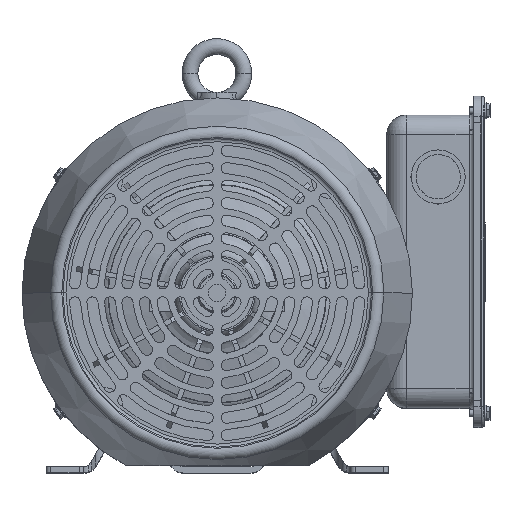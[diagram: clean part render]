
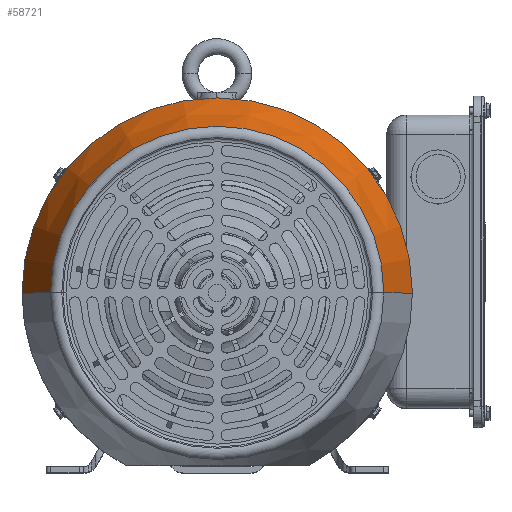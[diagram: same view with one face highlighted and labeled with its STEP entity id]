
A CAD part, top view. The second image highlights one B-rep face of the part: STEP entity #58721.
In plain terms, the highlighted conical face has half-angle 20 degrees and reference radius 123.2 mm.
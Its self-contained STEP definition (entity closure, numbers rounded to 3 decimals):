
#6025 = CARTESIAN_POINT ( 'NONE',  ( -123.2, 0., 57.212 ) ) ;
#9953 = LINE ( 'NONE', #6025, #12532 ) ;
#10565 = VECTOR ( 'NONE', #73050, 1000. ) ;
#11644 = AXIS2_PLACEMENT_3D ( 'NONE', #35370, #93518, #43794 ) ;
#12532 = VECTOR ( 'NONE', #55752, 1000. ) ;
#15370 = DIRECTION ( 'NONE',  ( 0., 0., -1. ) ) ;
#15937 = VERTEX_POINT ( 'NONE', #90595 ) ;
#16312 = AXIS2_PLACEMENT_3D ( 'NONE', #83073, #33386, #74723 ) ;
#17796 = VERTEX_POINT ( 'NONE', #68368 ) ;
#23274 = CARTESIAN_POINT ( 'NONE',  ( 123.2, 0., 57.212 ) ) ;
#30519 = ORIENTED_EDGE ( 'NONE', *, *, #58075, .T. ) ;
#33386 = DIRECTION ( 'NONE',  ( 0., 0., -1. ) ) ;
#35370 = CARTESIAN_POINT ( 'NONE',  ( 0., 0., 57.212 ) ) ;
#43794 = DIRECTION ( 'NONE',  ( -1., 0., 0. ) ) ;
#44302 = CONICAL_SURFACE ( 'NONE', #16312, 123.2, 0.349 ) ;
#44776 = AXIS2_PLACEMENT_3D ( 'NONE', #65079, #15370, #73449 ) ;
#45071 = ORIENTED_EDGE ( 'NONE', *, *, #92711, .F. ) ;
#52131 = LINE ( 'NONE', #23274, #10565 ) ;
#52889 = VERTEX_POINT ( 'NONE', #65564 ) ;
#55752 = DIRECTION ( 'NONE',  ( -0.342, 0., -0.94 ) ) ;
#58075 = EDGE_CURVE ( 'NONE', #71042, #15937, #52131, .T. ) ;
#58721 = ADVANCED_FACE ( 'NONE', ( #68842 ), #44302, .T. ) ;
#65079 = CARTESIAN_POINT ( 'NONE',  ( 0., 0., 106.71 ) ) ;
#65564 = CARTESIAN_POINT ( 'NONE',  ( -105.184, 0., 106.71 ) ) ;
#68368 = CARTESIAN_POINT ( 'NONE',  ( -123.2, 0., 57.212 ) ) ;
#68842 = FACE_OUTER_BOUND ( 'NONE', #80608, .T. ) ;
#71007 = CIRCLE ( 'NONE', #11644, 123.2 ) ;
#71042 = VERTEX_POINT ( 'NONE', #87854 ) ;
#73050 = DIRECTION ( 'NONE',  ( 0.342, 0., -0.94 ) ) ;
#73449 = DIRECTION ( 'NONE',  ( -1., 0., 0. ) ) ;
#73487 = CIRCLE ( 'NONE', #44776, 105.184 ) ;
#74723 = DIRECTION ( 'NONE',  ( -1., 0., 0. ) ) ;
#77211 = EDGE_CURVE ( 'NONE', #52889, #71042, #73487, .T. ) ;
#80608 = EDGE_LOOP ( 'NONE', ( #94827, #30519, #45071, #87592 ) ) ;
#83073 = CARTESIAN_POINT ( 'NONE',  ( 0., 0., 57.212 ) ) ;
#86788 = EDGE_CURVE ( 'NONE', #52889, #17796, #9953, .T. ) ;
#87592 = ORIENTED_EDGE ( 'NONE', *, *, #86788, .F. ) ;
#87854 = CARTESIAN_POINT ( 'NONE',  ( 105.184, 0., 106.71 ) ) ;
#90595 = CARTESIAN_POINT ( 'NONE',  ( 123.2, 0., 57.212 ) ) ;
#92711 = EDGE_CURVE ( 'NONE', #17796, #15937, #71007, .T. ) ;
#93518 = DIRECTION ( 'NONE',  ( 0., 0., -1. ) ) ;
#94827 = ORIENTED_EDGE ( 'NONE', *, *, #77211, .T. ) ;
